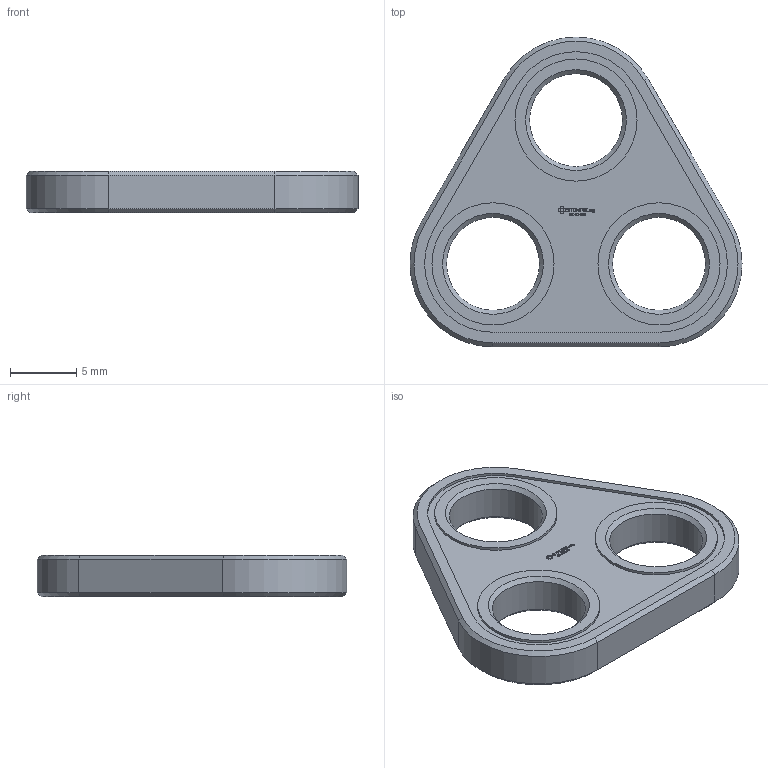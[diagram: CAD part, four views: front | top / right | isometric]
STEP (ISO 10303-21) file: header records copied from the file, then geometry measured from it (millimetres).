
FILE_DESCRIPTION(('FreeCAD Model'),'2;1');
FILE_NAME('Open CASCADE Shape Model','2024-01-31T12:53:21',(''),(''), 'Open CASCADE STEP processor 7.6','FreeCAD','Unknown');
FILE_SCHEMA(('AUTOMOTIVE_DESIGN { 1 0 10303 214 1 1 1 1 }'));
Length unit declared in the file: millimetre
Products named in the file (1): Plate TRI CRNR BU02x00.25 - SPN-PLT-0013 (stemfie.org)
Bounding box: 25 x 23.33 x 3.12 mm (x, y, z)
Volume: 924.6 mm3; surface area: 1047.3 mm2
Topology: 1 solids, 1 shells, 499 faces, 1368 edges, 906 vertices
Faces by surface type: plane 325, extrusion 150, cylinder 12, cone 12
Full cylindrical faces by diameter (mm): 7 x3, 9.2 x3
Entity records: 34593 total; most frequent: CARTESIAN_POINT 8309, DIRECTION 4234, VECTOR 3444, LINE 3294, ORIENTED_EDGE 2736, PCURVE 2736, DEFINITIONAL_REPRESENTATION 2736, EDGE_CURVE 1368
